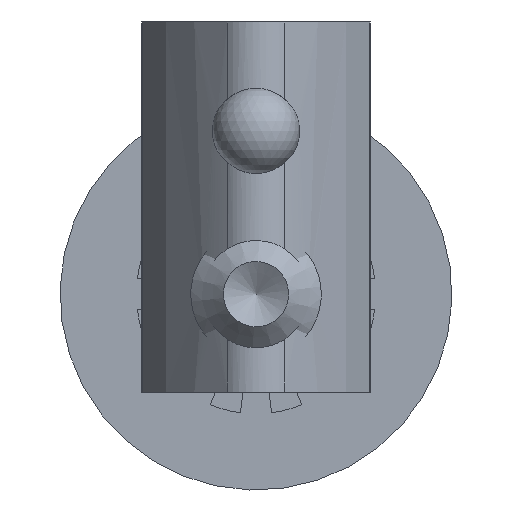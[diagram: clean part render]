
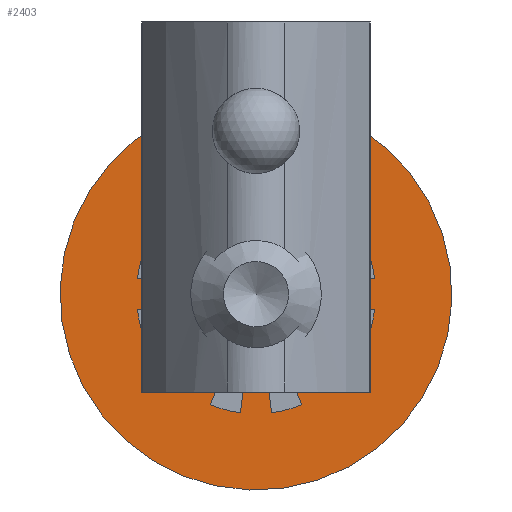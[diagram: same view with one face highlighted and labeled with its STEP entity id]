
A CAD part, front view. The second image highlights one B-rep face of the part: STEP entity #2403.
In plain terms, the highlighted face is planar.
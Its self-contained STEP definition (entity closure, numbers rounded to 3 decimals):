
#86=FACE_BOUND('',#445,.T.);
#296=FACE_OUTER_BOUND('',#444,.T.);
#444=EDGE_LOOP('',(#2170));
#445=EDGE_LOOP('',(#2171));
#601=CIRCLE('',#2684,3.2);
#603=CIRCLE('',#2687,9.);
#1167=VERTEX_POINT('',#4260);
#1169=VERTEX_POINT('',#4265);
#1505=EDGE_CURVE('',#1167,#1167,#601,.T.);
#1507=EDGE_CURVE('',#1169,#1169,#603,.T.);
#2170=ORIENTED_EDGE('',*,*,#1507,.T.);
#2171=ORIENTED_EDGE('',*,*,#1505,.T.);
#2271=PLANE('',#2689);
#2403=ADVANCED_FACE('',(#296,#86),#2271,.T.);
#2684=AXIS2_PLACEMENT_3D('',#4261,#3404,#3405);
#2687=AXIS2_PLACEMENT_3D('',#4266,#3410,#3411);
#2689=AXIS2_PLACEMENT_3D('',#4268,#3414,#3415);
#3404=DIRECTION('center_axis',(1.,0.,0.));
#3405=DIRECTION('ref_axis',(0.,-1.,0.));
#3410=DIRECTION('center_axis',(-1.,0.,0.));
#3411=DIRECTION('ref_axis',(0.,-1.,0.));
#3414=DIRECTION('center_axis',(-1.,0.,0.));
#3415=DIRECTION('ref_axis',(0.,0.,1.));
#4260=CARTESIAN_POINT('',(0.,3.2,0.));
#4261=CARTESIAN_POINT('Origin',(0.,0.,0.));
#4265=CARTESIAN_POINT('',(0.,9.,0.));
#4266=CARTESIAN_POINT('Origin',(0.,0.,0.));
#4268=CARTESIAN_POINT('Origin',(0.,0.,0.));
